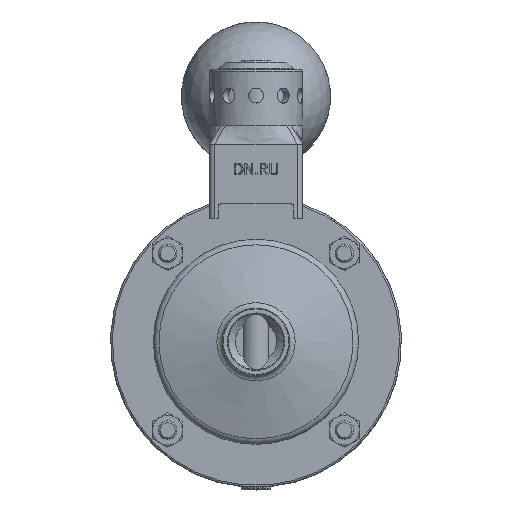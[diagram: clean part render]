
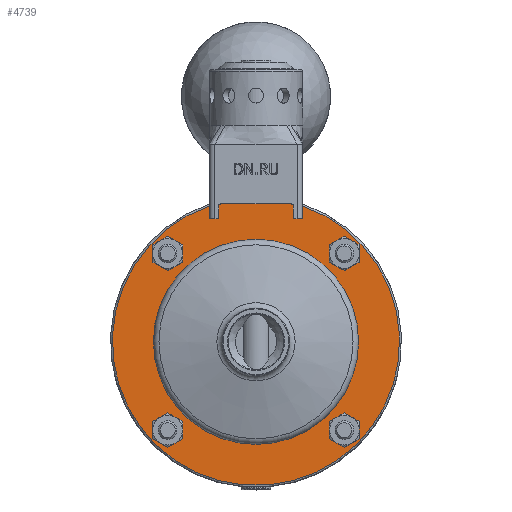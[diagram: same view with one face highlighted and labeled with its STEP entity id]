
A CAD part, top view. The second image highlights one B-rep face of the part: STEP entity #4739.
In plain terms, the highlighted planar face has unit normal (0, 0, 1).
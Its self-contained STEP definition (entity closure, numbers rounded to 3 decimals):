
#234=CIRCLE('',#5099,38.5);
#287=CIRCLE('',#5189,39.);
#288=CIRCLE('',#5190,27.5);
#289=CIRCLE('',#5191,2.5);
#290=CIRCLE('',#5192,2.5);
#291=CIRCLE('',#5193,2.5);
#292=CIRCLE('',#5194,2.5);
#430=FACE_BOUND('',#895,.T.);
#431=FACE_BOUND('',#896,.T.);
#432=FACE_BOUND('',#897,.T.);
#433=FACE_BOUND('',#898,.T.);
#434=FACE_BOUND('',#899,.T.);
#621=FACE_OUTER_BOUND('',#894,.T.);
#894=EDGE_LOOP('',(#3701,#3702,#3703,#3704,#3705,#3706,#3707,#3708));
#895=EDGE_LOOP('',(#3709));
#896=EDGE_LOOP('',(#3710));
#897=EDGE_LOOP('',(#3711));
#898=EDGE_LOOP('',(#3712));
#899=EDGE_LOOP('',(#3713));
#1230=LINE('',#8566,#1553);
#1233=LINE('',#8576,#1556);
#1256=LINE('',#8870,#1579);
#1271=LINE('',#8898,#1594);
#1272=LINE('',#8926,#1595);
#1273=LINE('',#8927,#1596);
#1553=VECTOR('',#5966,10.);
#1556=VECTOR('',#5975,10.);
#1579=VECTOR('',#6024,10.);
#1594=VECTOR('',#6049,10.);
#1595=VECTOR('',#6082,10.);
#1596=VECTOR('',#6083,10.);
#1975=VERTEX_POINT('',#7619);
#1978=VERTEX_POINT('',#7633);
#2065=VERTEX_POINT('',#8563);
#2066=VERTEX_POINT('',#8565);
#2069=VERTEX_POINT('',#8573);
#2070=VERTEX_POINT('',#8575);
#2096=VERTEX_POINT('',#8896);
#2107=VERTEX_POINT('',#8924);
#2108=VERTEX_POINT('',#8928);
#2109=VERTEX_POINT('',#8930);
#2110=VERTEX_POINT('',#8932);
#2111=VERTEX_POINT('',#8934);
#2112=VERTEX_POINT('',#8936);
#2506=EDGE_CURVE('',#1978,#1975,#234,.T.);
#2617=EDGE_CURVE('',#2066,#2065,#1230,.T.);
#2622=EDGE_CURVE('',#2070,#2069,#1233,.T.);
#2655=EDGE_CURVE('',#1978,#2066,#1256,.T.);
#2670=EDGE_CURVE('',#2065,#2096,#1271,.T.);
#2681=EDGE_CURVE('',#2096,#2107,#287,.T.);
#2682=EDGE_CURVE('',#2107,#2070,#1272,.T.);
#2683=EDGE_CURVE('',#2069,#1975,#1273,.T.);
#2684=EDGE_CURVE('',#2108,#2108,#288,.T.);
#2685=EDGE_CURVE('',#2109,#2109,#289,.T.);
#2686=EDGE_CURVE('',#2110,#2110,#290,.T.);
#2687=EDGE_CURVE('',#2111,#2111,#291,.T.);
#2688=EDGE_CURVE('',#2112,#2112,#292,.T.);
#3701=ORIENTED_EDGE('',*,*,#2506,.F.);
#3702=ORIENTED_EDGE('',*,*,#2655,.T.);
#3703=ORIENTED_EDGE('',*,*,#2617,.T.);
#3704=ORIENTED_EDGE('',*,*,#2670,.T.);
#3705=ORIENTED_EDGE('',*,*,#2681,.T.);
#3706=ORIENTED_EDGE('',*,*,#2682,.T.);
#3707=ORIENTED_EDGE('',*,*,#2622,.T.);
#3708=ORIENTED_EDGE('',*,*,#2683,.T.);
#3709=ORIENTED_EDGE('',*,*,#2684,.T.);
#3710=ORIENTED_EDGE('',*,*,#2685,.T.);
#3711=ORIENTED_EDGE('',*,*,#2686,.T.);
#3712=ORIENTED_EDGE('',*,*,#2687,.T.);
#3713=ORIENTED_EDGE('',*,*,#2688,.T.);
#4342=PLANE('',#5188);
#4739=ADVANCED_FACE('',(#621,#430,#431,#432,#433,#434),#4342,.T.);
#5099=AXIS2_PLACEMENT_3D('',#7644,#5828,#5829);
#5188=AXIS2_PLACEMENT_3D('',#8923,#6078,#6079);
#5189=AXIS2_PLACEMENT_3D('',#8925,#6080,#6081);
#5190=AXIS2_PLACEMENT_3D('',#8929,#6084,#6085);
#5191=AXIS2_PLACEMENT_3D('',#8931,#6086,#6087);
#5192=AXIS2_PLACEMENT_3D('',#8933,#6088,#6089);
#5193=AXIS2_PLACEMENT_3D('',#8935,#6090,#6091);
#5194=AXIS2_PLACEMENT_3D('',#8937,#6092,#6093);
#5828=DIRECTION('center_axis',(0.,0.,-1.));
#5829=DIRECTION('ref_axis',(0.,-1.,0.));
#5966=DIRECTION('',(-1.,0.,0.));
#5975=DIRECTION('',(-1.,0.,0.));
#6024=DIRECTION('',(0.,-1.,0.));
#6049=DIRECTION('',(0.,1.,0.));
#6078=DIRECTION('center_axis',(0.,0.,1.));
#6079=DIRECTION('ref_axis',(1.,0.,0.));
#6080=DIRECTION('center_axis',(0.,0.,1.));
#6081=DIRECTION('ref_axis',(1.,0.,0.));
#6082=DIRECTION('',(0.,-1.,0.));
#6083=DIRECTION('',(0.,1.,0.));
#6084=DIRECTION('center_axis',(0.,0.,-1.));
#6085=DIRECTION('ref_axis',(1.,0.,0.));
#6086=DIRECTION('center_axis',(0.,0.,-1.));
#6087=DIRECTION('ref_axis',(-1.,0.,0.));
#6088=DIRECTION('center_axis',(0.,0.,-1.));
#6089=DIRECTION('ref_axis',(-1.,0.,0.));
#6090=DIRECTION('center_axis',(0.,0.,-1.));
#6091=DIRECTION('ref_axis',(-1.,0.,0.));
#6092=DIRECTION('center_axis',(0.,0.,-1.));
#6093=DIRECTION('ref_axis',(-1.,0.,0.));
#7619=CARTESIAN_POINT('',(-12.5,36.414,10.1));
#7633=CARTESIAN_POINT('',(12.5,36.414,10.1));
#7644=CARTESIAN_POINT('Origin',(0.,0.,10.1));
#8563=CARTESIAN_POINT('',(11.5,33.,10.1));
#8565=CARTESIAN_POINT('',(12.5,33.,10.1));
#8566=CARTESIAN_POINT('',(0.,33.,10.1));
#8573=CARTESIAN_POINT('',(-12.5,33.,10.1));
#8575=CARTESIAN_POINT('',(-11.5,33.,10.1));
#8576=CARTESIAN_POINT('',(0.,33.,10.1));
#8870=CARTESIAN_POINT('',(12.5,26.5,10.1));
#8896=CARTESIAN_POINT('',(11.5,37.266,10.1));
#8898=CARTESIAN_POINT('',(11.5,26.5,10.1));
#8923=CARTESIAN_POINT('Origin',(0.,0.,10.1));
#8924=CARTESIAN_POINT('',(-11.5,37.266,10.1));
#8925=CARTESIAN_POINT('Origin',(0.,0.,10.1));
#8926=CARTESIAN_POINT('',(-11.5,26.5,10.1));
#8927=CARTESIAN_POINT('',(-12.5,26.5,10.1));
#8928=CARTESIAN_POINT('',(-27.5,0.,10.1));
#8929=CARTESIAN_POINT('Origin',(0.,0.,10.1));
#8930=CARTESIAN_POINT('',(26.188,23.688,10.1));
#8931=CARTESIAN_POINT('Origin',(23.688,23.688,10.1));
#8932=CARTESIAN_POINT('',(-21.188,23.688,10.1));
#8933=CARTESIAN_POINT('Origin',(-23.688,23.688,10.1));
#8934=CARTESIAN_POINT('',(-21.188,-23.688,10.1));
#8935=CARTESIAN_POINT('Origin',(-23.688,-23.688,10.1));
#8936=CARTESIAN_POINT('',(26.188,-23.688,10.1));
#8937=CARTESIAN_POINT('Origin',(23.688,-23.688,10.1));
